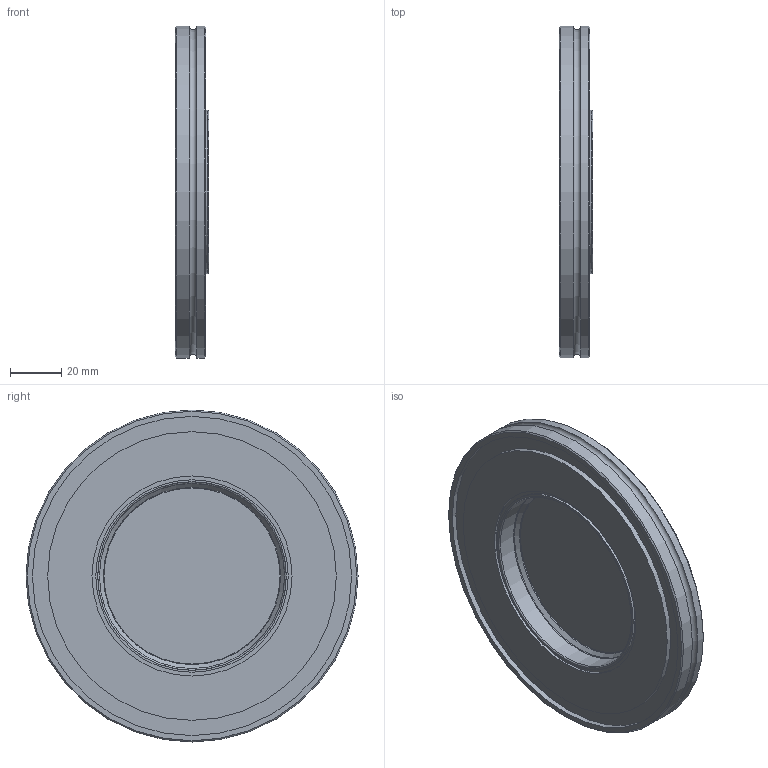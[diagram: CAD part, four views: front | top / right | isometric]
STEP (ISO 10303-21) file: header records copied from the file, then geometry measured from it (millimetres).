
FILE_DESCRIPTION(/* description */ (''),/* implementation_level */ '2;1');
FILE_NAME(/* name */ 'VP-100LF.stp',/* time_stamp */ '2023-08-17T16:02:39+01:00',/* author */ ('PaulJarvis'),/* organization */ (''),/* preprocessor_version */ 'ST-DEVELOPER v19.2',/* originating_system */ 'Autodesk Inventor 2023',/* authorisation */ '');
FILE_SCHEMA (('AUTOMOTIVE_DESIGN { 1 0 10303 214 3 1 1 }'));
Length unit declared in the file: millimetre
Products named in the file (4): VP-100LF; flange; spinning; glass
Assembly tree (3 placements, depth 2):
  VP-100LF
    flange
    spinning
    glass
Bounding box: 13.2 x 130 x 130 mm (x, y, z)
Volume: 108699.2 mm3; surface area: 45942.9 mm2
Topology: 3 solids, 3 shells, 45 faces, 90 edges, 59 vertices
Faces by surface type: cylinder 16, plane 14, torus 11, cone 4
Full cylindrical faces by diameter (mm): 64 x2, 69.4 x2, 70.4 x1, 72.8 x1, 73.85 x2, 75.35 x1, 78.35 x1, 92.5 x1, 102 x1, 113 x1, 125 x1, 130 x2
Entity records: 1381 total; most frequent: DIRECTION 264, CARTESIAN_POINT 201, ORIENTED_EDGE 180, AXIS2_PLACEMENT_3D 122, EDGE_CURVE 90, CIRCLE 70, VERTEX_POINT 59, EDGE_LOOP 57
